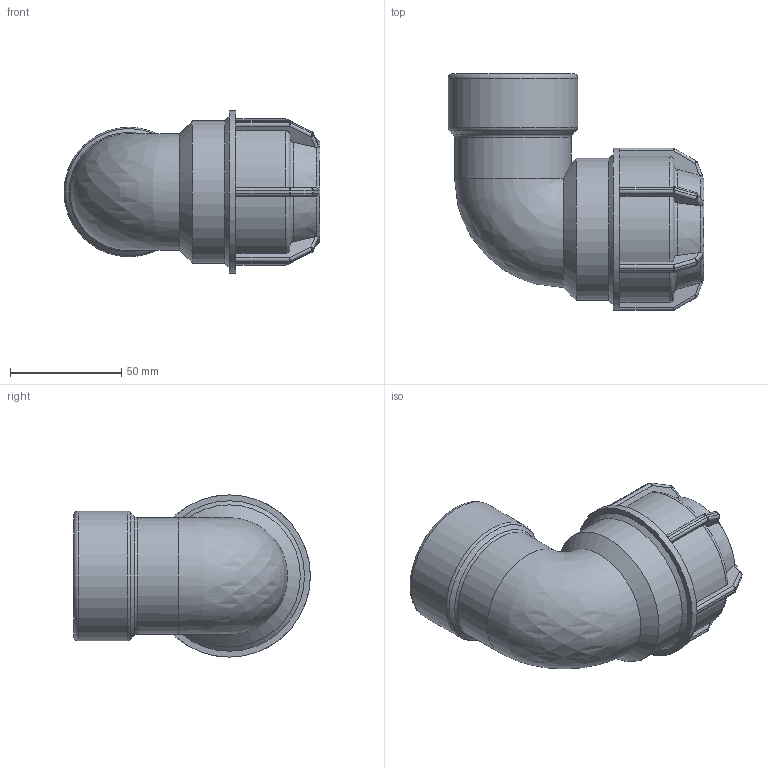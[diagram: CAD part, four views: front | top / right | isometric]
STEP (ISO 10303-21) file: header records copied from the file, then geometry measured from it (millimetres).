
FILE_DESCRIPTION(/* description */ ('L.14 90° ELBOW FEMALE ADAPTOR (SILVER) 40-1.1/2"'),/* implementation_level */ '2;1');
FILE_NAME(/* name */ '141500040015.ipt.stp',/* time_stamp */ '2018-04-09T13:04:55+03:00',/* author */ ('KIM'),/* organization */ (''),/* preprocessor_version */ 'ST-DEVELOPER v15.6',/* originating_system */ 'Autodesk Inventor 2015',/* authorisation */ '');
FILE_SCHEMA (('AUTOMOTIVE_DESIGN { 1 0 10303 214 3 1 1 }'));
Length unit declared in the file: millimetre
Products named in the file (1): 141500040015
Bounding box: 115.15 x 106.5 x 73 mm (x, y, z)
Volume: 212155.2 mm3; surface area: 51597.4 mm2
Topology: 1 solids, 1 shells, 214 faces, 503 edges, 288 vertices
Faces by surface type: plane 98, cylinder 63, sphere 24, torus 18, cone 10, bspline 1
Full cylindrical faces by diameter (mm): 35.876 x2, 40 x2, 44.845 x1, 52.469 x1, 58.298 x1, 64 x1, 73 x1
Entity records: 6152 total; most frequent: CARTESIAN_POINT 1575, DIRECTION 964, ORIENTED_EDGE 926, EDGE_CURVE 463, AXIS2_PLACEMENT_3D 392, VERTEX_POINT 276, EDGE_LOOP 237, FACE_OUTER_BOUND 212
